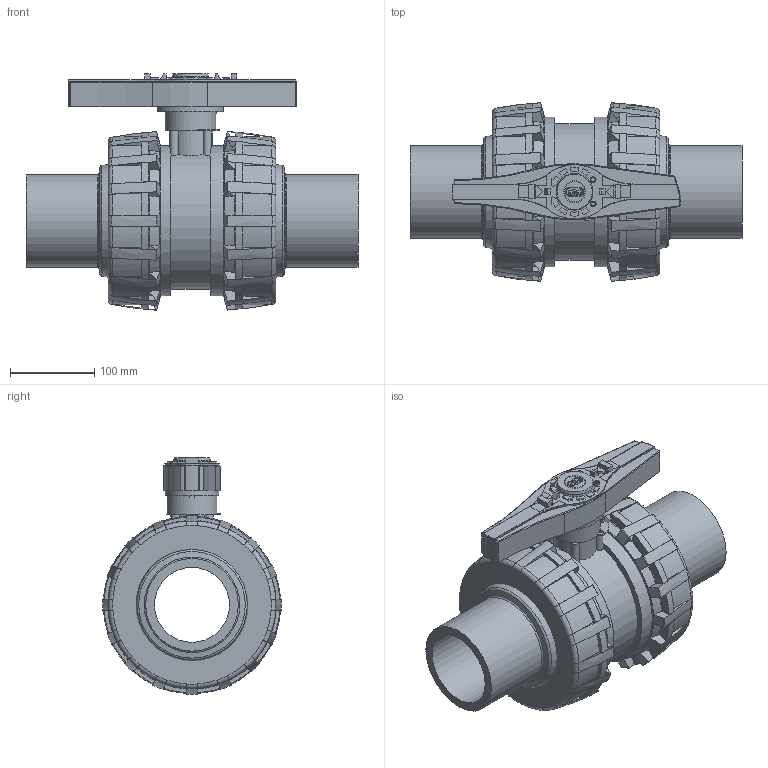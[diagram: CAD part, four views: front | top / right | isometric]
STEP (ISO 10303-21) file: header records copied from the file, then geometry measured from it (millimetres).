
FILE_DESCRIPTION(/* description */ (''),/* implementation_level */ '2;1');
FILE_NAME(/* name */ 'VEEBEV110E.iam.stp',/* time_stamp */ '2013-10-01T10:30:31+02:00',/* author */ ('cmolini'),/* organization */ (''),/* preprocessor_version */ 'ST-DEVELOPER v15.2',/* originating_system */ 'Autodesk Inventor 2014',/* authorisation */ '');
FILE_SCHEMA (('AUTOMOTIVE_DESIGN { 1 0 10303 214 3 1 1 }'));
Length unit declared in the file: millimetre
Products named in the file (7): corpo valvola VEE 110; MOZZO-110; NTVXE110V; MANIGLIA-VEE-110; Piastrina 40; CVDE11110VXE; VEEBEV110E
Bounding box: 394 x 212.16 x 280.58 mm (x, y, z)
Volume: 5637939 mm3; surface area: 696359.7 mm2
Topology: 8 solids, 10 shells, 890 faces, 2455 edges, 1613 vertices
Faces by surface type: plane 317, torus 196, cone 137, bspline 124, cylinder 114, sphere 2
Full cylindrical faces by diameter (mm): 4.5 x2, 24 x1, 26.1 x1, 37.94 x1, 49.197 x1, 60.542 x1, 89 x2, 100 x1, 110 x2, 128.169 x2, 163.816 x2, 171.026 x2, 172 x2, 178 x2
Entity records: 24023 total; most frequent: CARTESIAN_POINT 8933, ORIENTED_EDGE 3384, DIRECTION 2769, EDGE_CURVE 1692, VERTEX_POINT 1122, AXIS2_PLACEMENT_3D 1057, EDGE_LOOP 708, LINE 655
